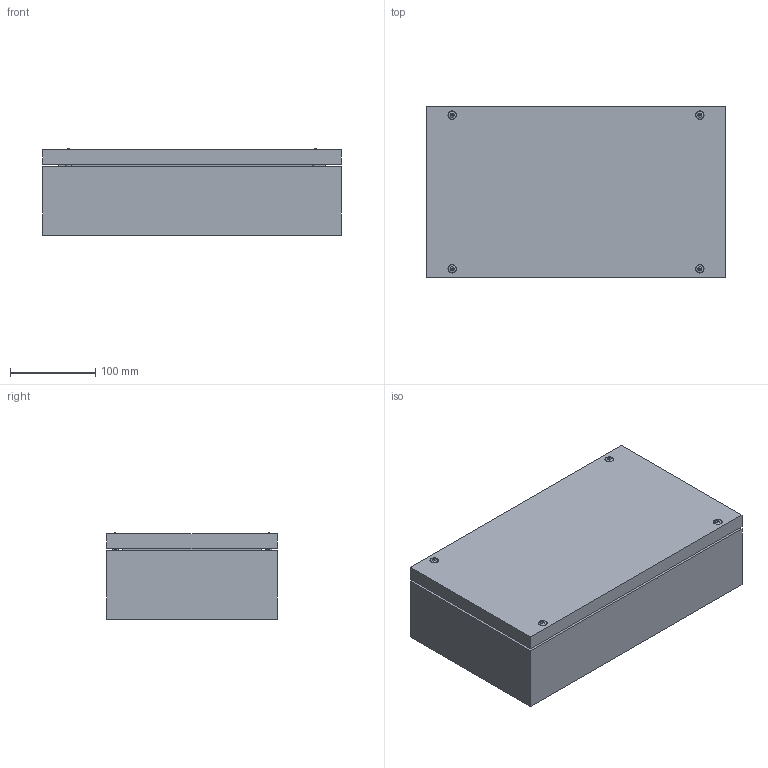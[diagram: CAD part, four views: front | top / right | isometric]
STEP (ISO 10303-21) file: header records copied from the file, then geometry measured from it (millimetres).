
FILE_DESCRIPTION (( 'STEP AP214' ), '1' );
FILE_NAME ('2411-3520-10-30.step', '2024-01-23T07:04:46', ( '' ), ( '' ), 'SwSTEP 2.0', 'SolidWorks 2019', '' );
FILE_SCHEMA (( 'AUTOMOTIVE_DESIGN' ));
Length unit declared in the file: millimetre
Products named in the file (4): Korpus_3520-10; Deckel_3520; Apparateschiene_2462-0502-03-41; 2411-3520-10-30
Assembly tree (3 placements, depth 2):
  2411-3520-10-30
    Korpus_3520-10
    Deckel_3520
    Apparateschiene_2462-0502-03-41
Bounding box: 350 x 200 x 100.96 mm (x, y, z)
Volume: 454719.2 mm3; surface area: 616167.8 mm2
Topology: 13 solids, 13 shells, 421 faces, 1007 edges, 654 vertices
Faces by surface type: plane 258, cylinder 123, cone 40
Entity records: 15450 total; most frequent: CARTESIAN_POINT 2416, DIRECTION 2043, ORIENTED_EDGE 1998, EDGE_CURVE 999, AXIS2_PLACEMENT_3D 697, VERTEX_POINT 654, LINE 649, VECTOR 649
